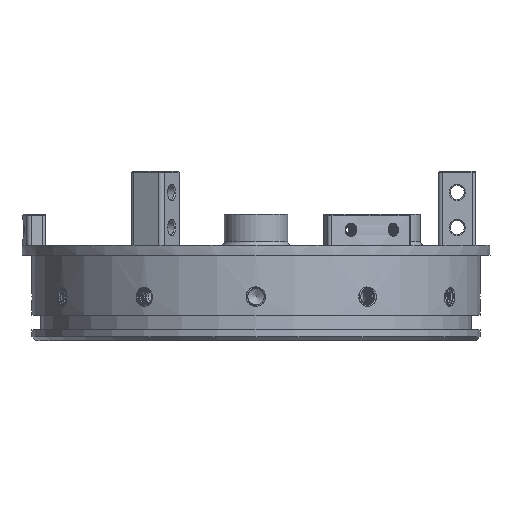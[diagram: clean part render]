
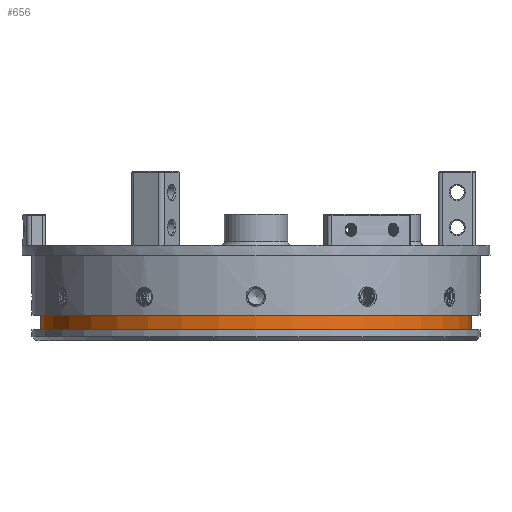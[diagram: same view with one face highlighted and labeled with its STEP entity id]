
A CAD part, front view. The second image highlights one B-rep face of the part: STEP entity #656.
In plain terms, the highlighted cylindrical face has radius 70.206 mm (diameter 140.411 mm), a full revolution.
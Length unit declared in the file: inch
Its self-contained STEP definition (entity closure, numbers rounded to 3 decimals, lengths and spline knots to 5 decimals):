
#357=CYLINDRICAL_SURFACE('',#4469,2.764);
#656=ADVANCED_FACE('',(#1441,#1442),#357,.T.);
#1441=FACE_BOUND('',#1669,.T.);
#1442=FACE_BOUND('',#1670,.T.);
#1669=EDGE_LOOP('',(#2145));
#1670=EDGE_LOOP('',(#2146));
#2145=ORIENTED_EDGE('',*,*,#3750,.F.);
#2146=ORIENTED_EDGE('',*,*,#3749,.T.);
#3330=VERTEX_POINT('',#7032);
#3331=VERTEX_POINT('',#7035);
#3749=EDGE_CURVE('',#3330,#3330,#4277,.T.);
#3750=EDGE_CURVE('',#3331,#3331,#4278,.T.);
#4277=CIRCLE('',#4466,2.764);
#4278=CIRCLE('',#4468,2.764);
#4466=AXIS2_PLACEMENT_3D('',#7031,#4951,#4952);
#4468=AXIS2_PLACEMENT_3D('',#7034,#4955,#4956);
#4469=AXIS2_PLACEMENT_3D('',#7036,#4957,#4958);
#4951=DIRECTION('',(0.,0.,-1.));
#4952=DIRECTION('',(-1.,0.,0.));
#4955=DIRECTION('',(0.,0.,-1.));
#4956=DIRECTION('',(-1.,0.,0.));
#4957=DIRECTION('',(0.,0.,-1.));
#4958=DIRECTION('',(-1.,0.,0.));
#7031=CARTESIAN_POINT('',(0.,0.,33.19984));
#7032=CARTESIAN_POINT('',(-2.764,0.,33.19984));
#7034=CARTESIAN_POINT('',(0.,0.,33.01284));
#7035=CARTESIAN_POINT('',(-2.764,0.,33.01284));
#7036=CARTESIAN_POINT('',(0.,0.,34.09354));
